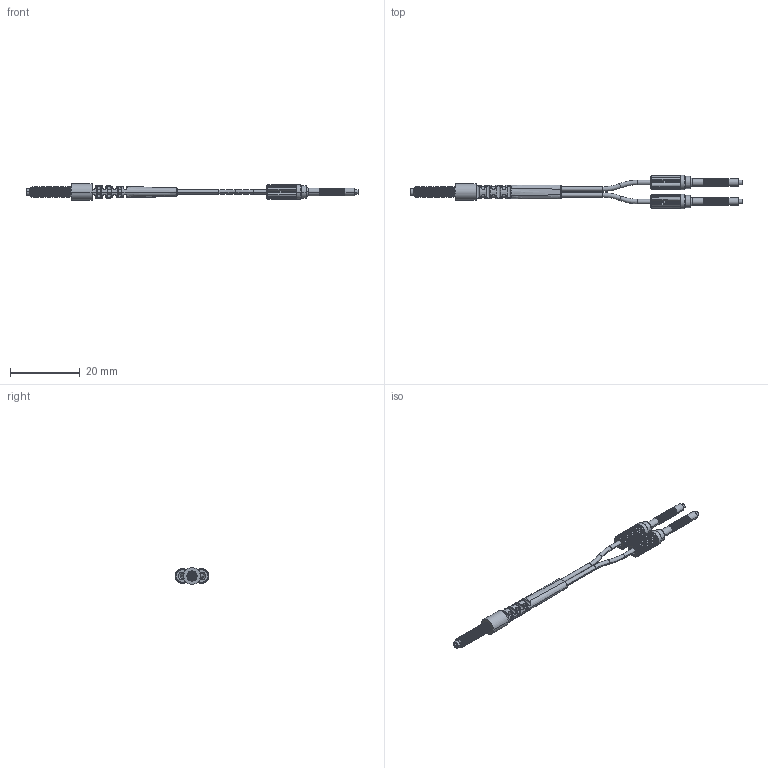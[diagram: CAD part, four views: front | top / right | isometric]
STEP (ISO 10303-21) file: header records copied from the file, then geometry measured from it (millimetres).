
FILE_DESCRIPTION((''),'2;1');
FILE_NAME('PRC3Y10FZ_ASM','2020-06-05T17:34:03',('Administrator'),(''),'CREO PARAMETRIC BY PTC INC, 2018400','CREO PARAMETRIC BY PTC INC, 2018400','');
FILE_SCHEMA(('AUTOMOTIVE_DESIGN { 1 0 10303 214 1 1 1 1 }'));
Products named in the file (6): BOJKE-M3_1_; 13XXX__; PRM3-13___; JW22_13___; 13XIAN___ASM; PRC3Y10FZ_ASM
Assembly tree (6 placements, depth 3):
  PRC3Y10FZ_ASM
    BOJKE-M3_1_
    13XIAN___ASM
      13XXX__
      PRM3-13___
      JW22_13___  x2
Bounding box: 95.5 x 9.7 x 4.8 mm (x, y, z)
Volume: 820.5 mm3; surface area: 2471 mm2
Topology: 6 solids, 6 shells, 1158 faces, 2826 edges, 1685 vertices
Faces by surface type: cylinder 458, plane 254, bspline 226, torus 160, extrusion 46, cone 14
Entity records: 43287 total; most frequent: CARTESIAN_POINT 23475, ORIENTED_EDGE 3880, DIRECTION 3167, EDGE_CURVE 1940, AXIS2_PLACEMENT_3D 1363, VERTEX_POINT 1163, PRESENTATION_STYLE_ASSIGNMENT 837, STYLED_ITEM 837
